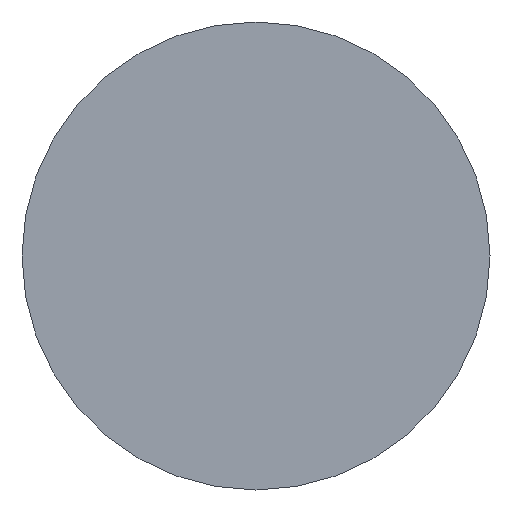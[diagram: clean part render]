
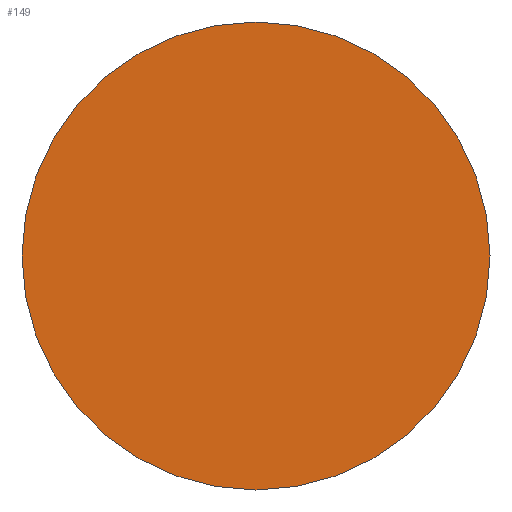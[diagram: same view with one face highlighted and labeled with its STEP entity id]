
A CAD part, front view. The second image highlights one B-rep face of the part: STEP entity #149.
In plain terms, the highlighted planar face has unit normal (0, -1, 0).
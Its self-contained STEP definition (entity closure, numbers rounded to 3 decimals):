
#96=CARTESIAN_POINT('POINT6',(-24.13,0.,0.
   ));
#97=VERTEX_POINT('VERTEX6',#96);
#104=CARTESIAN_POINT('POINT7',(24.13,0.,
   0.));
#105=VERTEX_POINT('VERTEX7',#104);
#106=CARTESIAN_POINT('POS12',(0.,0.,0.));
#107=DIRECTION('DIR22',(0.,-1.,0.));
#108=DIRECTION('DIR23',(-1.,0.,0.));
#109=AXIS2_PLACEMENT_3D('AXIS11',#106,#107,#108);
#110=CIRCLE('ELLIPSE9',#109,24.13);
#111=EDGE_CURVE('EDGE10',#105,#97,#110,.T.);
#127=CARTESIAN_POINT('POS15',(0.,0.,0.));
#128=DIRECTION('DIR27',(0.,-1.,0.));
#129=DIRECTION('DIR28',(-1.,0.,0.));
#130=AXIS2_PLACEMENT_3D('AXIS13',#127,#128,#129);
#131=CIRCLE('ELLIPSE10',#130,24.13);
#132=EDGE_CURVE('EDGE12',#105,#97,#131,.F.);
#140=ORIENTED_EDGE('COEDGE23',*,*,#132,.F.);
#141=ORIENTED_EDGE('COEDGE24',*,*,#111,.T.);
#142=EDGE_LOOP('NONE',(#140,#141));
#143=FACE_BOUND('LOOP1',#142,.T.);
#144=CARTESIAN_POINT('POS16',(0.,0.,0.));
#145=DIRECTION('DIR29',(0.,-1.,0.));
#146=DIRECTION('DIR30',(1.,0.,0.));
#147=AXIS2_PLACEMENT_3D('AXIS14',#144,#145,#146);
#148=PLANE('PLANE1',#147);
#149=ADVANCED_FACE('FACE7',(#143),#148,.T.);
